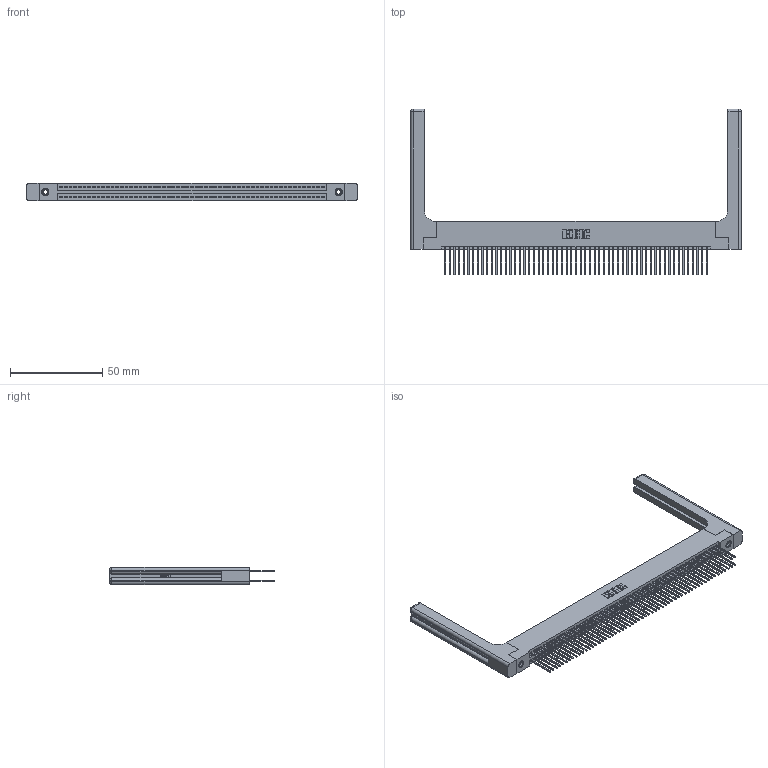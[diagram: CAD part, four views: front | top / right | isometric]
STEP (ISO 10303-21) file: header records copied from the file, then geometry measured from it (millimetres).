
FILE_DESCRIPTION (( 'STEP AP203' ), '1' );
FILE_NAME ('395-114-540-258.STEP', '2019-10-27T17:51:14', ( '' ), ( '' ), 'SwSTEP 2.0', 'SolidWorks 2016', '' );
FILE_SCHEMA (( 'CONFIG_CONTROL_DESIGN' ));
Length unit declared in the file: inch
Products named in the file (5): 395-114-540-258; 345 Part_Flush Mounting Lugs - 0.156 Dia-TH; 345-292-001_345-293-140; 345-250-001_345-250-001-102; 345-220-058_345-220-058
Assembly tree (119 placements, depth 2):
  395-114-540-258
    345 Part_Flush Mounting Lugs - 0.156 Dia-TH
    345-292-001_345-293-140  x114
    345-250-001_345-250-001-102  x2
    345-220-058_345-220-058  x2
Bounding box: 179.81 x 90.09 x 9.4 mm (x, y, z)
Volume: 26513.1 mm3; surface area: 34017.6 mm2
Topology: 119 solids, 119 shells, 6082 faces, 17993 edges, 11822 vertices
Faces by surface type: plane 3990, cylinder 2032, bspline 36, cone 12, sphere 8, torus 4
Entity records: 47904 total; most frequent: CARTESIAN_POINT 9009, ORIENTED_EDGE 7740, DIRECTION 6858, EDGE_CURVE 3870, LINE 3418, VECTOR 3418, VERTEX_POINT 2570, AXIS2_PLACEMENT_3D 1720
